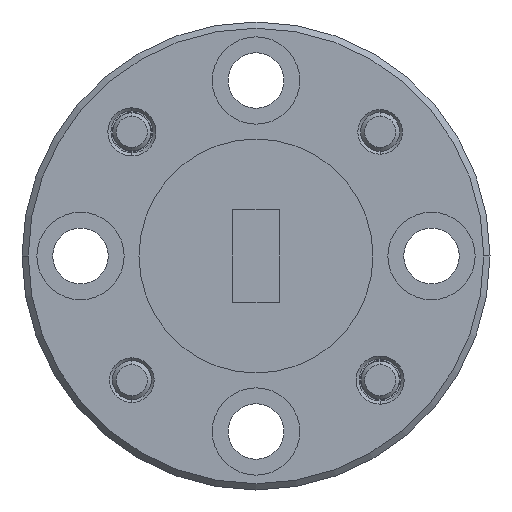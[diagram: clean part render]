
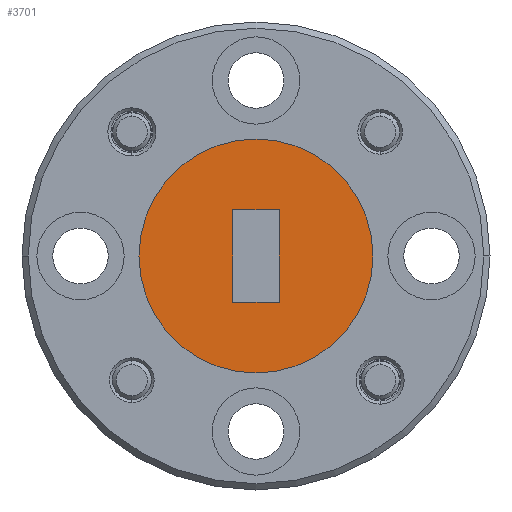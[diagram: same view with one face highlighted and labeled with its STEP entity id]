
A CAD part, left-side view. The second image highlights one B-rep face of the part: STEP entity #3701.
In plain terms, the highlighted planar face has unit normal (-1, 0, 0).
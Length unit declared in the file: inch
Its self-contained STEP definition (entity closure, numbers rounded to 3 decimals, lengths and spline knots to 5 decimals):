
#241 = VECTOR ( 'NONE', #472, 39.37008 ) ;
#456 = CARTESIAN_POINT ( 'NONE',  ( 0., -0.037, -0.074 ) ) ;
#472 = DIRECTION ( 'NONE',  ( 0., 0., -1. ) ) ;
#652 = CARTESIAN_POINT ( 'NONE',  ( 0., 0., 0. ) ) ;
#673 = CARTESIAN_POINT ( 'NONE',  ( 0., 0., 0. ) ) ;
#728 = VERTEX_POINT ( 'NONE', #6587 ) ;
#1141 = CARTESIAN_POINT ( 'NONE',  ( 0., -0.037, 0.074 ) ) ;
#1169 = EDGE_CURVE ( 'NONE', #6325, #728, #2519, .T. ) ;
#1173 = AXIS2_PLACEMENT_3D ( 'NONE', #673, #3968, #5603 ) ;
#1211 = CARTESIAN_POINT ( 'NONE',  ( 0., 0.037, -0.074 ) ) ;
#1396 = CARTESIAN_POINT ( 'NONE',  ( 0., 0.037, 0.074 ) ) ;
#1576 = CIRCLE ( 'NONE', #1173, 0.1875 ) ;
#1610 = ORIENTED_EDGE ( 'NONE', *, *, #5598, .F. ) ;
#1700 = LINE ( 'NONE', #3170, #241 ) ;
#1708 = EDGE_CURVE ( 'NONE', #2899, #6132, #5547, .T. ) ;
#1913 = EDGE_CURVE ( 'NONE', #6132, #2600, #2333, .T. ) ;
#1954 = CARTESIAN_POINT ( 'NONE',  ( 0., 0.1875, 0. ) ) ;
#2065 = DIRECTION ( 'NONE',  ( 0., 1., 0. ) ) ;
#2250 = CARTESIAN_POINT ( 'NONE',  ( 0., 0., 0. ) ) ;
#2302 = EDGE_LOOP ( 'NONE', ( #3513, #4557, #5388, #2714 ) ) ;
#2333 = LINE ( 'NONE', #5110, #4858 ) ;
#2519 = CIRCLE ( 'NONE', #3067, 0.1875 ) ;
#2600 = VERTEX_POINT ( 'NONE', #1396 ) ;
#2714 = ORIENTED_EDGE ( 'NONE', *, *, #1708, .T. ) ;
#2795 = PLANE ( 'NONE',  #6072 ) ;
#2864 = DIRECTION ( 'NONE',  ( 0., 0., 1. ) ) ;
#2899 = VERTEX_POINT ( 'NONE', #456 ) ;
#3067 = AXIS2_PLACEMENT_3D ( 'NONE', #652, #6539, #4901 ) ;
#3170 = CARTESIAN_POINT ( 'NONE',  ( 0., -0.037, -0.074 ) ) ;
#3347 = FACE_OUTER_BOUND ( 'NONE', #3691, .T. ) ;
#3370 = LINE ( 'NONE', #5645, #4612 ) ;
#3513 = ORIENTED_EDGE ( 'NONE', *, *, #1913, .T. ) ;
#3691 = EDGE_LOOP ( 'NONE', ( #5596, #1610 ) ) ;
#3701 = ADVANCED_FACE ( 'NONE', ( #3347, #6264 ), #2795, .T. ) ;
#3870 = DIRECTION ( 'NONE',  ( 0., -1., 0. ) ) ;
#3968 = DIRECTION ( 'NONE',  ( 1., 0., 0. ) ) ;
#4068 = DIRECTION ( 'NONE',  ( 0., -1., 0. ) ) ;
#4436 = EDGE_CURVE ( 'NONE', #6124, #2899, #1700, .T. ) ;
#4557 = ORIENTED_EDGE ( 'NONE', *, *, #6234, .T. ) ;
#4612 = VECTOR ( 'NONE', #4068, 39.37008 ) ;
#4858 = VECTOR ( 'NONE', #2864, 39.37008 ) ;
#4901 = DIRECTION ( 'NONE',  ( 0., 1., 0. ) ) ;
#5110 = CARTESIAN_POINT ( 'NONE',  ( 0., 0.037, -0.074 ) ) ;
#5388 = ORIENTED_EDGE ( 'NONE', *, *, #4436, .T. ) ;
#5438 = DIRECTION ( 'NONE',  ( -1., 0., 0. ) ) ;
#5547 = LINE ( 'NONE', #6378, #6630 ) ;
#5596 = ORIENTED_EDGE ( 'NONE', *, *, #1169, .F. ) ;
#5598 = EDGE_CURVE ( 'NONE', #728, #6325, #1576, .T. ) ;
#5603 = DIRECTION ( 'NONE',  ( 0., 1., 0. ) ) ;
#5645 = CARTESIAN_POINT ( 'NONE',  ( 0., -0.037, 0.074 ) ) ;
#6072 = AXIS2_PLACEMENT_3D ( 'NONE', #2250, #5438, #3870 ) ;
#6124 = VERTEX_POINT ( 'NONE', #1141 ) ;
#6132 = VERTEX_POINT ( 'NONE', #1211 ) ;
#6234 = EDGE_CURVE ( 'NONE', #2600, #6124, #3370, .T. ) ;
#6264 = FACE_BOUND ( 'NONE', #2302, .T. ) ;
#6325 = VERTEX_POINT ( 'NONE', #1954 ) ;
#6378 = CARTESIAN_POINT ( 'NONE',  ( 0., -0.037, -0.074 ) ) ;
#6539 = DIRECTION ( 'NONE',  ( 1., 0., 0. ) ) ;
#6587 = CARTESIAN_POINT ( 'NONE',  ( 0., -0.1875, 0. ) ) ;
#6630 = VECTOR ( 'NONE', #2065, 39.37008 ) ;
